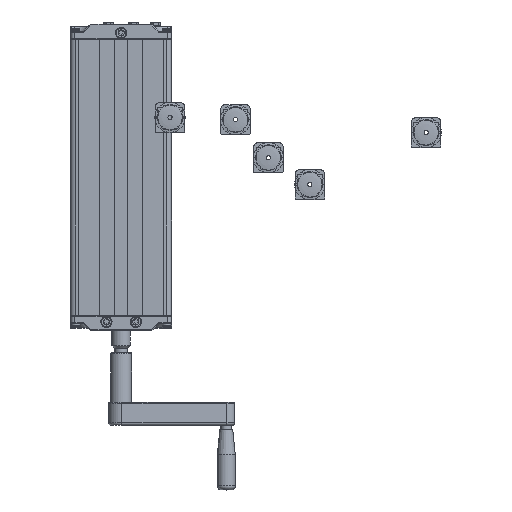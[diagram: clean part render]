
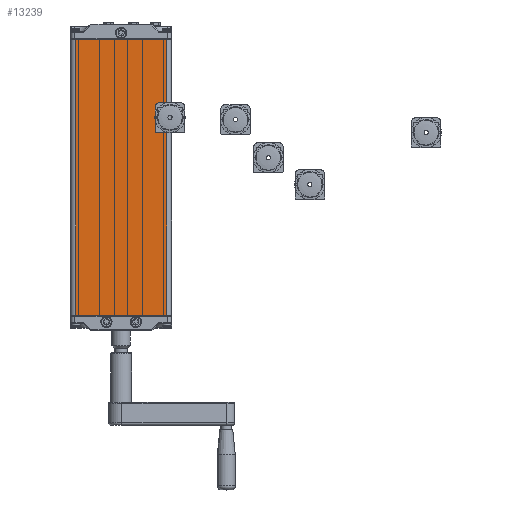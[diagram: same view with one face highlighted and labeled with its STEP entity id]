
A CAD part, top view. The second image highlights one B-rep face of the part: STEP entity #13239.
In plain terms, the highlighted planar face has unit normal (0, 0, 1).
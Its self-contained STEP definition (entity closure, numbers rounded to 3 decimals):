
#1977=FACE_OUTER_BOUND('',#2841,.T.);
#2841=EDGE_LOOP('',(#8931,#8932,#8933,#8934));
#3777=LINE('',#20804,#4759);
#3778=LINE('',#20806,#4760);
#3779=LINE('',#20808,#4761);
#3780=LINE('',#20809,#4762);
#4759=VECTOR('',#16322,327.5);
#4760=VECTOR('',#16323,108.);
#4761=VECTOR('',#16324,327.5);
#4762=VECTOR('',#16325,108.);
#5741=VERTEX_POINT('',#20802);
#5742=VERTEX_POINT('',#20803);
#5743=VERTEX_POINT('',#20805);
#5744=VERTEX_POINT('',#20807);
#6928=EDGE_CURVE('',#5741,#5742,#3777,.F.);
#6929=EDGE_CURVE('',#5742,#5743,#3778,.T.);
#6930=EDGE_CURVE('',#5743,#5744,#3779,.T.);
#6931=EDGE_CURVE('',#5744,#5741,#3780,.F.);
#8931=ORIENTED_EDGE('',*,*,#6928,.T.);
#8932=ORIENTED_EDGE('',*,*,#6929,.T.);
#8933=ORIENTED_EDGE('',*,*,#6930,.T.);
#8934=ORIENTED_EDGE('',*,*,#6931,.T.);
#12937=PLANE('',#14566);
#13239=ADVANCED_FACE('',(#1977),#12937,.T.);
#14566=AXIS2_PLACEMENT_3D('',#20801,#16320,#16321);
#16320=DIRECTION('center_axis',(0.,0.,1.));
#16321=DIRECTION('ref_axis',(1.,0.,0.));
#16322=DIRECTION('',(0.,-1.,0.));
#16323=DIRECTION('',(-1.,0.,0.));
#16324=DIRECTION('',(0.,-1.,0.));
#16325=DIRECTION('',(-1.,0.,0.));
#20801=CARTESIAN_POINT('Origin',(60.,328.5,30.));
#20802=CARTESIAN_POINT('',(54.,0.5,30.));
#20803=CARTESIAN_POINT('',(54.,328.,30.));
#20804=CARTESIAN_POINT('',(54.,328.,30.));
#20805=CARTESIAN_POINT('',(-54.,328.,30.));
#20806=CARTESIAN_POINT('',(54.,328.,30.));
#20807=CARTESIAN_POINT('',(-54.,0.5,30.));
#20808=CARTESIAN_POINT('',(-54.,328.,30.));
#20809=CARTESIAN_POINT('',(54.,0.5,30.));
